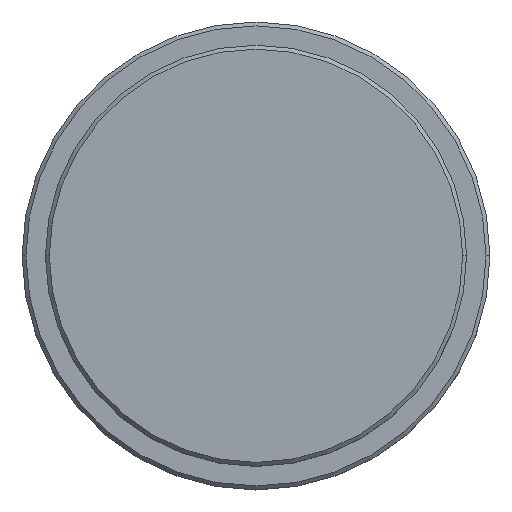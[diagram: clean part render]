
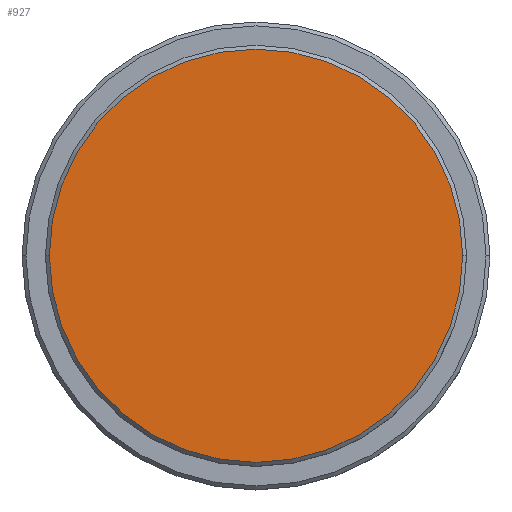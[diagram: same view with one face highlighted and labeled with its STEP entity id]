
A CAD part, top view. The second image highlights one B-rep face of the part: STEP entity #927.
In plain terms, the highlighted planar face has unit normal (0, 0, 1).
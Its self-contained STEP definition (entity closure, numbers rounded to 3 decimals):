
#13 = EDGE_CURVE ( 'NONE', #240, #1072, #386, .T. ) ;
#231 = CARTESIAN_POINT ( 'NONE',  ( 0., 0., 0. ) ) ;
#240 = VERTEX_POINT ( 'NONE', #913 ) ;
#296 = AXIS2_PLACEMENT_3D ( 'NONE', #851, #1169, #999 ) ;
#358 = DIRECTION ( 'NONE',  ( 0., 0., 1. ) ) ;
#386 = CIRCLE ( 'NONE', #296, 26.5 ) ;
#586 = EDGE_LOOP ( 'NONE', ( #816, #1106 ) ) ;
#634 = FACE_OUTER_BOUND ( 'NONE', #586, .T. ) ;
#715 = AXIS2_PLACEMENT_3D ( 'NONE', #1405, #986, #1384 ) ;
#746 = EDGE_CURVE ( 'NONE', #1072, #240, #1185, .T. ) ;
#801 = DIRECTION ( 'NONE',  ( 1., 0., 0. ) ) ;
#816 = ORIENTED_EDGE ( 'NONE', *, *, #746, .T. ) ;
#851 = CARTESIAN_POINT ( 'NONE',  ( 0., 0., 0. ) ) ;
#857 = AXIS2_PLACEMENT_3D ( 'NONE', #231, #358, #801 ) ;
#913 = CARTESIAN_POINT ( 'NONE',  ( 26.5, 0., 0. ) ) ;
#927 = ADVANCED_FACE ( 'NONE', ( #634 ), #1079, .T. ) ;
#986 = DIRECTION ( 'NONE',  ( 0., 0., 1. ) ) ;
#999 = DIRECTION ( 'NONE',  ( 1., 0., 0. ) ) ;
#1072 = VERTEX_POINT ( 'NONE', #1225 ) ;
#1079 = PLANE ( 'NONE',  #715 ) ;
#1106 = ORIENTED_EDGE ( 'NONE', *, *, #13, .T. ) ;
#1169 = DIRECTION ( 'NONE',  ( 0., 0., 1. ) ) ;
#1185 = CIRCLE ( 'NONE', #857, 26.5 ) ;
#1225 = CARTESIAN_POINT ( 'NONE',  ( -26.5, 0., 0. ) ) ;
#1384 = DIRECTION ( 'NONE',  ( 1., 0., 0. ) ) ;
#1405 = CARTESIAN_POINT ( 'NONE',  ( 0., 0., 0. ) ) ;
